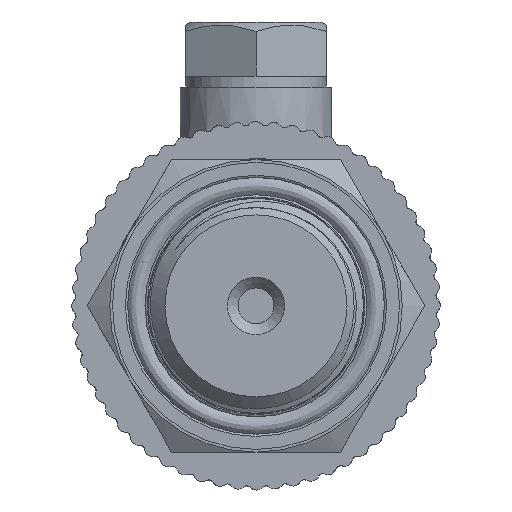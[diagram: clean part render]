
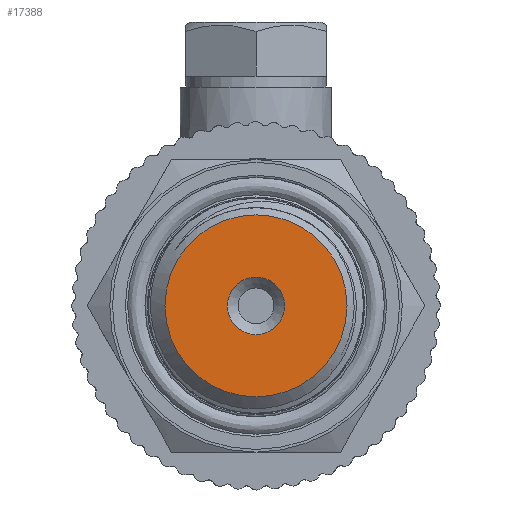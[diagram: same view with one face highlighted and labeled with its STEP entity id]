
A CAD part, left-side view. The second image highlights one B-rep face of the part: STEP entity #17388.
In plain terms, the highlighted planar face has unit normal (-1, 0, 0).
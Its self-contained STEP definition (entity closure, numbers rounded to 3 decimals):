
#157=PLANE('',#18336);
#788=FACE_BOUND('',#2863,.T.);
#964=CIRCLE('',#18291,8.4);
#991=CIRCLE('',#18335,2.65);
#1846=FACE_OUTER_BOUND('',#2862,.T.);
#2862=EDGE_LOOP('',(#13153));
#2863=EDGE_LOOP('',(#13154));
#7290=VERTEX_POINT('',#37205);
#7313=VERTEX_POINT('',#38236);
#9424=EDGE_CURVE('',#7290,#7290,#964,.T.);
#9463=EDGE_CURVE('',#7313,#7313,#991,.T.);
#13153=ORIENTED_EDGE('',*,*,#9424,.T.);
#13154=ORIENTED_EDGE('',*,*,#9463,.T.);
#17388=ADVANCED_FACE('',(#1846,#788),#157,.T.);
#18291=AXIS2_PLACEMENT_3D('',#37207,#20014,#20015);
#18335=AXIS2_PLACEMENT_3D('',#38238,#20110,#20111);
#18336=AXIS2_PLACEMENT_3D('',#38239,#20112,#20113);
#20014=DIRECTION('center_axis',(-1.,0.,0.));
#20015=DIRECTION('ref_axis',(0.,1.,0.));
#20110=DIRECTION('center_axis',(1.,0.,0.));
#20111=DIRECTION('ref_axis',(0.,0.,-1.));
#20112=DIRECTION('center_axis',(-1.,0.,0.));
#20113=DIRECTION('ref_axis',(0.,0.,1.));
#37205=CARTESIAN_POINT('',(-61.,-8.4,0.));
#37207=CARTESIAN_POINT('Origin',(-61.,0.,0.));
#38236=CARTESIAN_POINT('',(-61.,-2.65,0.));
#38238=CARTESIAN_POINT('Origin',(-61.,0.,0.));
#38239=CARTESIAN_POINT('Origin',(-61.,10.,0.));
